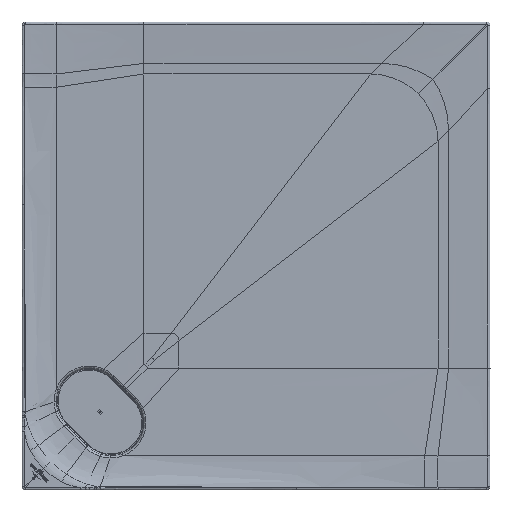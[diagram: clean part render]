
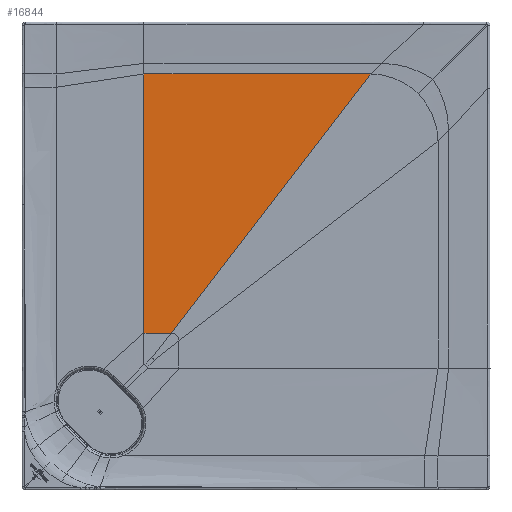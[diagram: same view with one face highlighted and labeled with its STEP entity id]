
A CAD part, front view. The second image highlights one B-rep face of the part: STEP entity #16844.
In plain terms, the highlighted free-form (B-spline) face has degree [5, 5] with [6, 6] control points.
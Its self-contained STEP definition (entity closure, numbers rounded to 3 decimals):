
#4366=DIRECTION('',(0.,-0.023,1.));
#4367=VECTOR('',#4366,498.243);
#4368=CARTESIAN_POINT('',(84.506,16.468,151.889));
#4369=LINE('',#4368,#4367);
#4370=DIRECTION('',(-1.,0.,0.));
#4371=VECTOR('',#4370,435.494);
#4372=CARTESIAN_POINT('',(520.,5.,650.));
#4373=LINE('',#4372,#4371);
#4374=CARTESIAN_POINT('',(136.397,16.468,151.887));
#4375=CARTESIAN_POINT('',(119.1,16.468,151.887));
#4376=CARTESIAN_POINT('',(101.803,16.468,151.888));
#4377=CARTESIAN_POINT('',(84.506,16.468,151.889));
#4379=CARTESIAN_POINT('',(84.506,5.,650.));
#4612=CARTESIAN_POINT('',(136.397,16.468,151.887));
#4614=CARTESIAN_POINT('',(520.,5.,650.));
#4615=CARTESIAN_POINT('',(392.132,8.823,483.962));
#4616=CARTESIAN_POINT('',(264.264,12.645,317.924));
#4617=CARTESIAN_POINT('',(136.397,16.468,151.887));
#4619=CARTESIAN_POINT('',(520.,5.,650.));
#4948=VERTEX_POINT('',#4612);
#4951=VERTEX_POINT('',#4619);
#4956=VERTEX_POINT('',#4379);
#4959=CARTESIAN_POINT('',(84.506,16.468,151.889));
#4960=VERTEX_POINT('',#4959);
#16799=CARTESIAN_POINT('',(533.363,4.885,654.981));
#16800=CARTESIAN_POINT('',(453.411,7.225,553.366));
#16801=CARTESIAN_POINT('',(373.458,9.564,451.751));
#16802=CARTESIAN_POINT('',(293.506,11.904,350.135));
#16803=CARTESIAN_POINT('',(213.554,14.243,248.52));
#16804=CARTESIAN_POINT('',(133.603,16.583,146.906));
#16805=CARTESIAN_POINT('',(441.686,4.885,654.981));
#16806=CARTESIAN_POINT('',(378.064,7.225,553.366));
#16807=CARTESIAN_POINT('',(314.441,9.564,451.751));
#16808=CARTESIAN_POINT('',(250.819,11.904,350.136));
#16809=CARTESIAN_POINT('',(187.197,14.243,248.521));
#16810=CARTESIAN_POINT('',(123.575,16.583,146.906));
#16811=CARTESIAN_POINT('',(350.009,4.885,654.981));
#16812=CARTESIAN_POINT('',(302.717,7.225,553.366));
#16813=CARTESIAN_POINT('',(255.424,9.564,451.751));
#16814=CARTESIAN_POINT('',(208.132,11.904,350.137));
#16815=CARTESIAN_POINT('',(160.839,14.243,248.522));
#16816=CARTESIAN_POINT('',(113.547,16.583,146.907));
#16817=CARTESIAN_POINT('',(258.333,4.885,654.981));
#16818=CARTESIAN_POINT('',(227.37,7.225,553.366));
#16819=CARTESIAN_POINT('',(196.407,9.564,451.752));
#16820=CARTESIAN_POINT('',(165.445,11.904,350.137));
#16821=CARTESIAN_POINT('',(134.482,14.243,248.522));
#16822=CARTESIAN_POINT('',(103.52,16.583,146.907));
#16823=CARTESIAN_POINT('',(166.656,4.885,654.981));
#16824=CARTESIAN_POINT('',(152.023,7.225,553.366));
#16825=CARTESIAN_POINT('',(137.39,9.564,451.752));
#16826=CARTESIAN_POINT('',(122.757,11.904,350.138));
#16827=CARTESIAN_POINT('',(108.125,14.243,248.523));
#16828=CARTESIAN_POINT('',(93.492,16.583,146.908));
#16829=CARTESIAN_POINT('',(74.98,4.885,654.981));
#16830=CARTESIAN_POINT('',(76.676,7.225,553.367));
#16831=CARTESIAN_POINT('',(78.373,9.564,451.753));
#16832=CARTESIAN_POINT('',(80.07,11.904,350.139));
#16833=CARTESIAN_POINT('',(81.767,14.243,248.524));
#16834=CARTESIAN_POINT('',(83.464,16.583,146.908));
#16835=B_SPLINE_SURFACE_WITH_KNOTS('',5,5,((#16799,#16800,#16801,#16802,#16803,
#16804),(#16805,#16806,#16807,#16808,#16809,#16810),(#16811,#16812,#16813,
#16814,#16815,#16816),(#16817,#16818,#16819,#16820,#16821,#16822),(#16823,
#16824,#16825,#16826,#16827,#16828),(#16829,#16830,#16831,#16832,#16833,
#16834)),.UNSPECIFIED.,.F.,.F.,.F.,(6,6),(6,6),(0.584,
1.009),(-0.009,0.89),.UNSPECIFIED.);
#16836=ORIENTED_EDGE('',*,*,#6141,.T.);
#16838=ORIENTED_EDGE('',*,*,#16837,.F.);
#16840=ORIENTED_EDGE('',*,*,#16839,.T.);
#16841=ORIENTED_EDGE('',*,*,#16793,.T.);
#16842=EDGE_LOOP('',(#16836,#16838,#16840,#16841));
#16843=FACE_OUTER_BOUND('',#16842,.F.);
#4378=B_SPLINE_CURVE_WITH_KNOTS('',3,(#4374,#4375,#4376,#4377),.UNSPECIFIED.,
.F.,.F.,(4,4),(0.,1.),.UNSPECIFIED.);
#4618=B_SPLINE_CURVE_WITH_KNOTS('',3,(#4614,#4615,#4616,#4617),.UNSPECIFIED.,
.F.,.F.,(4,4),(0.,1.),.UNSPECIFIED.);
#6141=EDGE_CURVE('',#4960,#4956,#4369,.T.);
#16793=EDGE_CURVE('',#4948,#4960,#4378,.T.);
#16837=EDGE_CURVE('',#4951,#4956,#4373,.T.);
#16839=EDGE_CURVE('',#4951,#4948,#4618,.T.);
#16844=ADVANCED_FACE('',(#16843),#16835,.T.);
